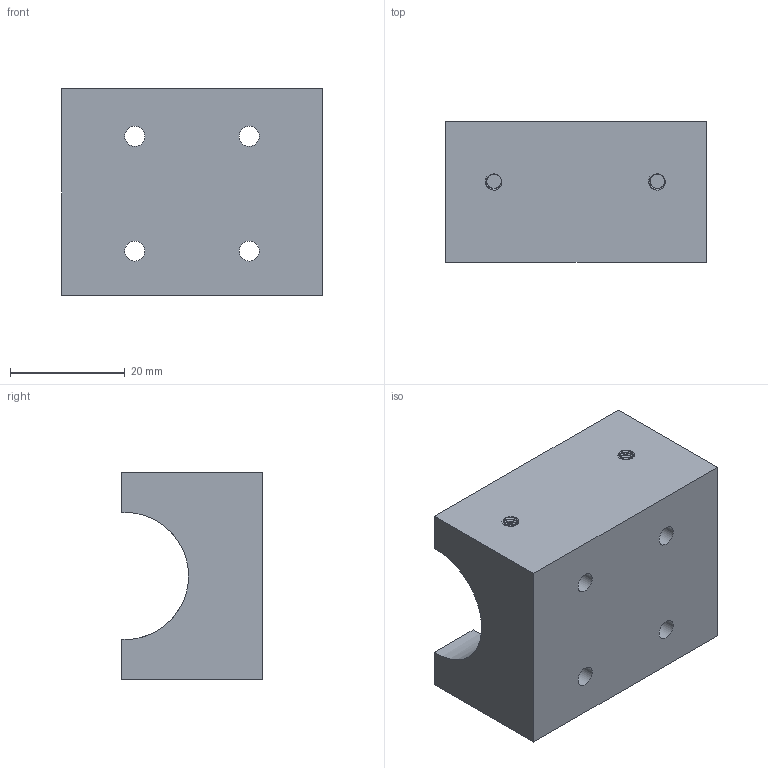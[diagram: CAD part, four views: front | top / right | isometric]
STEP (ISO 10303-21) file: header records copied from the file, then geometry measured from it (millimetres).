
FILE_DESCRIPTION(/* description */ (''),/* implementation_level */ '2;1');
FILE_NAME(/* name */ 'Mounting Block Inferior Component.step',/* time_stamp */ '2022-02-21T10:15:42-08:00',/* author */ (''),/* organization */ (''),/* preprocessor_version */ 'ST-DEVELOPER v18.1',/* originating_system */ 'Autodesk Translation Framework v10.13.0.1454',/* authorisation */ '');
FILE_SCHEMA (('AUTOMOTIVE_DESIGN { 1 0 10303 214 3 1 1 }'));
Length unit declared in the file: millimetre
Products named in the file (1): Mounting Block Inferior Component
Bounding box: 45.4 x 24.5 x 36 mm (x, y, z)
Volume: 25502.3 mm3; surface area: 9408.3 mm2
Topology: 1 solids, 1 shells, 270 faces, 782 edges, 520 vertices
Faces by surface type: cylinder 232, plane 26, bspline 12
Full cylindrical faces by diameter (mm): 2.529 x52, 3.086 x26, 3.5 x4, 6.5 x4
Entity records: 21850 total; most frequent: CARTESIAN_POINT 15601, ORIENTED_EDGE 1564, DIRECTION 880, EDGE_CURVE 782, VERTEX_POINT 520, B_SPLINE_CURVE_WITH_KNOTS 472, AXIS2_PLACEMENT_3D 311, EDGE_LOOP 284
